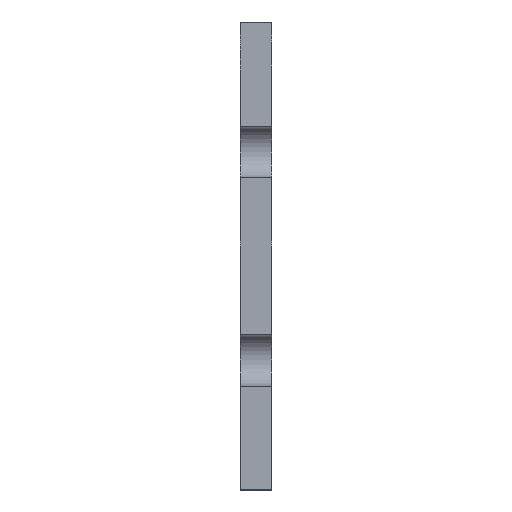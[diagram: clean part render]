
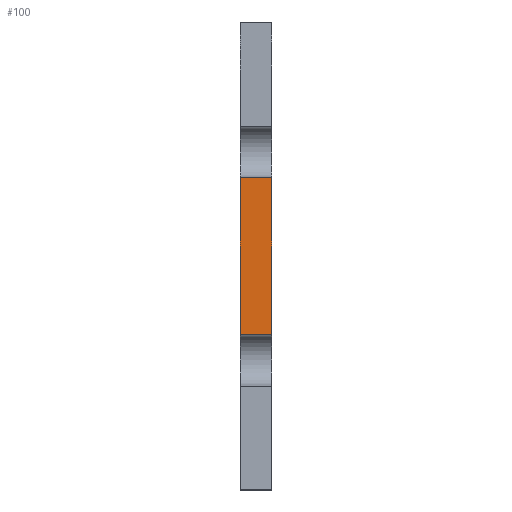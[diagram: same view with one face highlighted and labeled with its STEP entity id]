
A CAD part, left-side view. The second image highlights one B-rep face of the part: STEP entity #100.
In plain terms, the highlighted planar face has unit normal (-1, 0, 0).
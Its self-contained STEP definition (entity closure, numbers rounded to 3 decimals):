
#16 = VERTEX_POINT ( 'NONE', #111 ) ;
#34 = EDGE_CURVE ( 'NONE', #460, #37, #42, .T. ) ;
#37 = VERTEX_POINT ( 'NONE', #272 ) ;
#42 = LINE ( 'NONE', #242, #670 ) ;
#51 = ORIENTED_EDGE ( 'NONE', *, *, #695, .T. ) ;
#54 = DIRECTION ( 'NONE',  ( 0., 0., 1. ) ) ;
#77 = VERTEX_POINT ( 'NONE', #85 ) ;
#85 = CARTESIAN_POINT ( 'NONE',  ( -136.5, 3., -7.5 ) ) ;
#88 = PLANE ( 'NONE',  #366 ) ;
#94 = DIRECTION ( 'NONE',  ( 0., 0., 1. ) ) ;
#100 = ADVANCED_FACE ( 'NONE', ( #635 ), #88, .F. ) ;
#111 = CARTESIAN_POINT ( 'NONE',  ( -136.5, 0., -7.5 ) ) ;
#125 = VECTOR ( 'NONE', #136, 1000. ) ;
#136 = DIRECTION ( 'NONE',  ( 0., 1., 0. ) ) ;
#160 = LINE ( 'NONE', #734, #125 ) ;
#164 = CARTESIAN_POINT ( 'NONE',  ( -136.5, 3., 22.5 ) ) ;
#215 = CARTESIAN_POINT ( 'NONE',  ( -136.5, 3., 22.5 ) ) ;
#218 = DIRECTION ( 'NONE',  ( 0., 1., 0. ) ) ;
#242 = CARTESIAN_POINT ( 'NONE',  ( -136.5, 0., 7.5 ) ) ;
#272 = CARTESIAN_POINT ( 'NONE',  ( -136.5, 3., 7.5 ) ) ;
#291 = ORIENTED_EDGE ( 'NONE', *, *, #565, .F. ) ;
#344 = EDGE_LOOP ( 'NONE', ( #51, #643, #291, #512 ) ) ;
#346 = CARTESIAN_POINT ( 'NONE',  ( -136.5, 0., 22.5 ) ) ;
#366 = AXIS2_PLACEMENT_3D ( 'NONE', #215, #720, #445 ) ;
#384 = VECTOR ( 'NONE', #54, 1000. ) ;
#401 = LINE ( 'NONE', #164, #384 ) ;
#445 = DIRECTION ( 'NONE',  ( 0., 0., -1. ) ) ;
#460 = VERTEX_POINT ( 'NONE', #640 ) ;
#467 = VECTOR ( 'NONE', #94, 1000. ) ;
#512 = ORIENTED_EDGE ( 'NONE', *, *, #733, .F. ) ;
#565 = EDGE_CURVE ( 'NONE', #77, #37, #401, .T. ) ;
#617 = LINE ( 'NONE', #346, #467 ) ;
#635 = FACE_OUTER_BOUND ( 'NONE', #344, .T. ) ;
#640 = CARTESIAN_POINT ( 'NONE',  ( -136.5, 0., 7.5 ) ) ;
#643 = ORIENTED_EDGE ( 'NONE', *, *, #34, .T. ) ;
#670 = VECTOR ( 'NONE', #218, 1000. ) ;
#695 = EDGE_CURVE ( 'NONE', #16, #460, #617, .T. ) ;
#720 = DIRECTION ( 'NONE',  ( 1., 0., 0. ) ) ;
#733 = EDGE_CURVE ( 'NONE', #16, #77, #160, .T. ) ;
#734 = CARTESIAN_POINT ( 'NONE',  ( -136.5, 0., -7.5 ) ) ;
